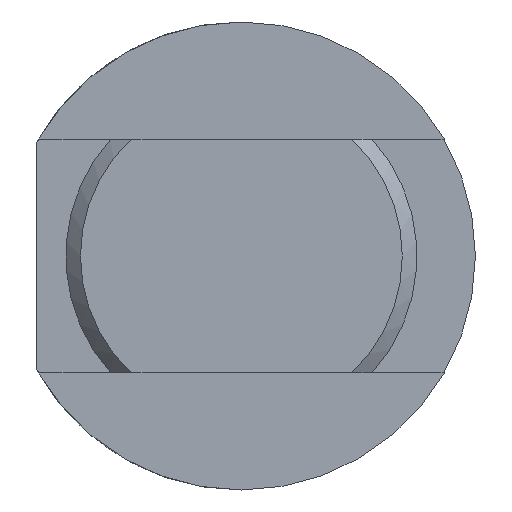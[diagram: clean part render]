
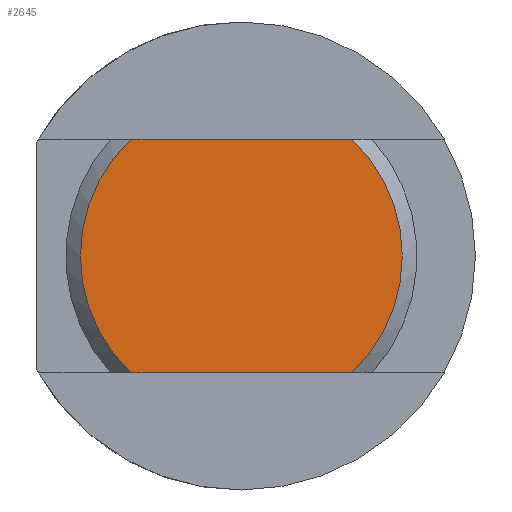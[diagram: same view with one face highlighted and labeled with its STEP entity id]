
A CAD part, left-side view. The second image highlights one B-rep face of the part: STEP entity #2645.
In plain terms, the highlighted planar face has unit normal (-1, 0, 0).
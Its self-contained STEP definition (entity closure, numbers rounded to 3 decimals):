
#130 = CARTESIAN_POINT ( 'NONE',  ( 0., 0., 0. ) ) ;
#141 = DIRECTION ( 'NONE',  ( -1., 0., 0. ) ) ;
#142 = DIRECTION ( 'NONE',  ( 0., 0., -1. ) ) ;
#221 = CARTESIAN_POINT ( 'NONE',  ( 0., 0., 0. ) ) ;
#222 = PLANE ( 'NONE',  #2459 ) ;
#224 = DIRECTION ( 'NONE',  ( 1., 0., 0. ) ) ;
#225 = DIRECTION ( 'NONE',  ( 0., 0., -1. ) ) ;
#839 = ORIENTED_EDGE ( 'NONE', *, *, #2363, .F. ) ;
#881 = ORIENTED_EDGE ( 'NONE', *, *, #2556, .T. ) ;
#884 = ORIENTED_EDGE ( 'NONE', *, *, #2329, .T. ) ;
#1166 = ORIENTED_EDGE ( 'NONE', *, *, #2391, .F. ) ;
#1293 = EDGE_LOOP ( 'NONE', ( #839, #884, #1166, #881 ) ) ;
#1439 = CARTESIAN_POINT ( 'NONE',  ( 0., 3.775, -4. ) ) ;
#1466 = CARTESIAN_POINT ( 'NONE',  ( 0., 3.775, 4. ) ) ;
#1501 = CARTESIAN_POINT ( 'NONE',  ( 0., -3.775, -4. ) ) ;
#1669 = VERTEX_POINT ( 'NONE', #1439 ) ;
#1688 = VERTEX_POINT ( 'NONE', #1501 ) ;
#1725 = VERTEX_POINT ( 'NONE', #1466 ) ;
#1819 = CARTESIAN_POINT ( 'NONE',  ( 0., -3.775, 4. ) ) ;
#1929 = VERTEX_POINT ( 'NONE', #1819 ) ;
#1953 = DIRECTION ( 'NONE',  ( 0., 0., -1. ) ) ;
#1997 = DIRECTION ( 'NONE',  ( -1., 0., 0. ) ) ;
#2002 = CARTESIAN_POINT ( 'NONE',  ( 0., 0., 0. ) ) ;
#2329 = EDGE_CURVE ( 'NONE', #1688, #1929, #3016, .T. ) ;
#2340 = AXIS2_PLACEMENT_3D ( 'NONE', #2002, #1997, #1953 ) ;
#2363 = EDGE_CURVE ( 'NONE', #1688, #1669, #2980, .T. ) ;
#2391 = EDGE_CURVE ( 'NONE', #1725, #1929, #2796, .T. ) ;
#2459 = AXIS2_PLACEMENT_3D ( 'NONE', #221, #224, #225 ) ;
#2556 = EDGE_CURVE ( 'NONE', #1725, #1669, #2806, .T. ) ;
#2576 = AXIS2_PLACEMENT_3D ( 'NONE', #130, #141, #142 ) ;
#2645 = ADVANCED_FACE ( 'NONE', ( #2951 ), #222, .F. ) ;
#2796 = LINE ( 'NONE', #3326, #3024 ) ;
#2806 = CIRCLE ( 'NONE', #2576, 5.5 ) ;
#2951 = FACE_OUTER_BOUND ( 'NONE', #1293, .T. ) ;
#2980 = LINE ( 'NONE', #3300, #3018 ) ;
#3016 = CIRCLE ( 'NONE', #2340, 5.5 ) ;
#3018 = VECTOR ( 'NONE', #3302, 1000. ) ;
#3024 = VECTOR ( 'NONE', #3327, 1000. ) ;
#3300 = CARTESIAN_POINT ( 'NONE',  ( 0., 6.928, -4. ) ) ;
#3302 = DIRECTION ( 'NONE',  ( 0., 1., 0. ) ) ;
#3326 = CARTESIAN_POINT ( 'NONE',  ( 0., 6.928, 4. ) ) ;
#3327 = DIRECTION ( 'NONE',  ( 0., -1., 0. ) ) ;
